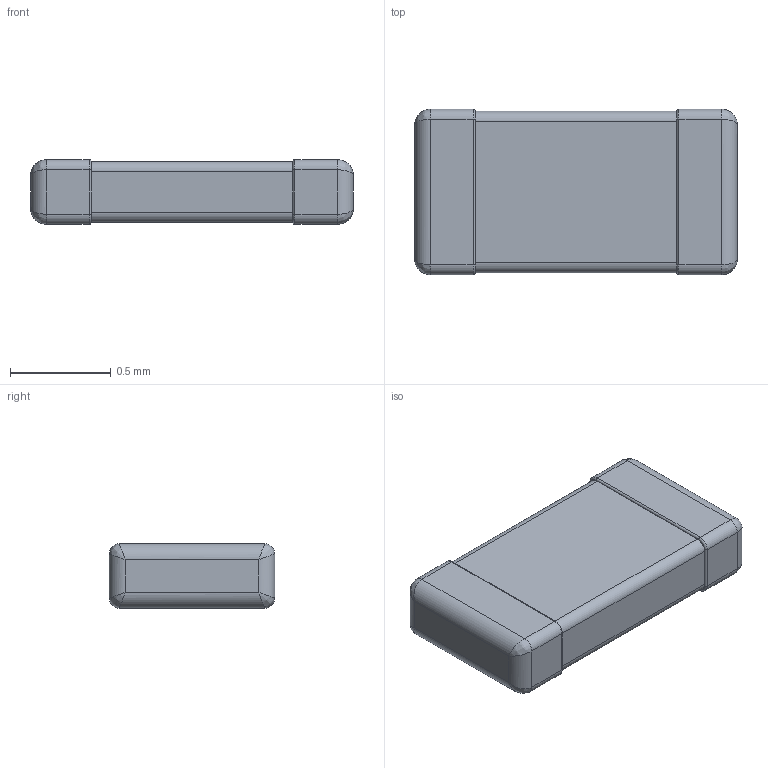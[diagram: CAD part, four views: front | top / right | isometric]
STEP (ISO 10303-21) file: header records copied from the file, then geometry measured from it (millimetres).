
FILE_DESCRIPTION (( 'STEP AP214' ),'1' );
FILE_NAME ('User Library-CAPC1608X___.STEP','2016-11-15T08:59:50',( 'Windows User' ),( '' ),'SwSTEP 2.0','SolidWorks 2016','' );
FILE_SCHEMA (( 'AUTOMOTIVE_DESIGN' ));
Length unit declared in the file: millimetre
Products named in the file (1): User Library-CAPC1608X___
Bounding box: 1.6 x 0.82 x 0.32 mm (x, y, z)
Volume: 0.4 mm3; surface area: 4.8 mm2
Topology: 3 solids, 3 shells, 62 faces, 136 edges, 72 vertices
Faces by surface type: cylinder 28, plane 18, torus 8, bspline 8
Entity records: 1563 total; most frequent: CARTESIAN_POINT 374, ORIENTED_EDGE 256, EDGE_CURVE 128, AXIS2_PLACEMENT_3D 95, VERTEX_POINT 72, PRESENTATION_LAYER_ASSIGNMENT 66, MECHANICAL_DESIGN_GEOMETRIC_PRESENTATION_REPRESENTATION 66, STYLED_ITEM 66
